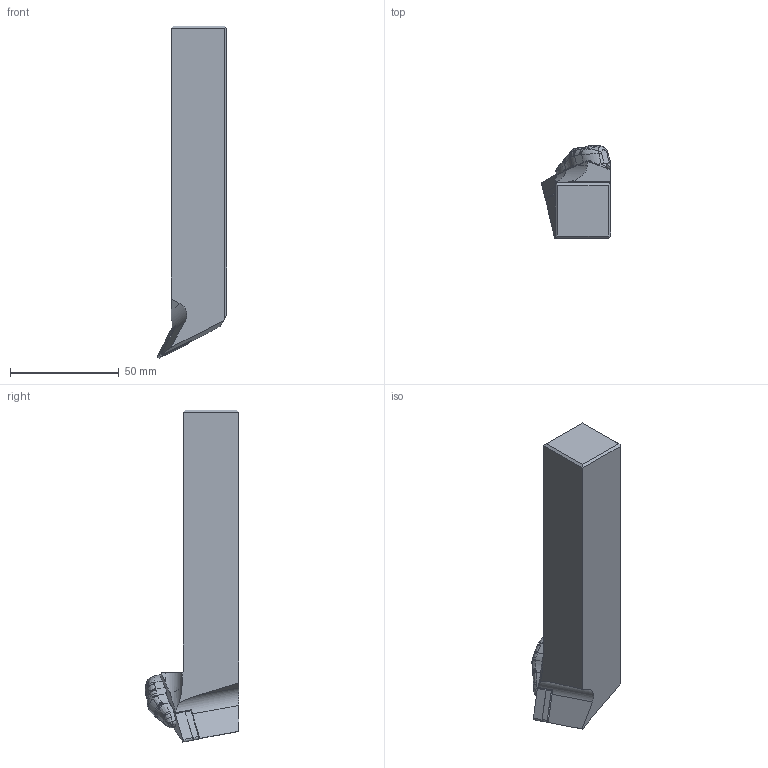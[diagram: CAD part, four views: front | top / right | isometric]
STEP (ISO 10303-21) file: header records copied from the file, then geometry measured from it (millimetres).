
FILE_DESCRIPTION(/* description */ (''),/* implementation_level */ '2;1');
FILE_NAME(/* name */ 'DVPNR-163_IR0_031.stp',/* time_stamp */ '2023-02-09T11:32:03+09:00',/* author */ (''),/* organization */ (''),/* preprocessor_version */ 'ST-DEVELOPER v16',/* originating_system */ 'SIEMENS PLM Software NX 10.0',/* authorisation */ '');
FILE_SCHEMA (('AUTOMOTIVE_DESIGN { 1 0 10303 214 3 1 1 1 }'));
Length unit declared in the file: millimetre
Products named in the file (1): DVPNR-163_IR0_031_ASM
Bounding box: 31.77 x 42.88 x 152.4 mm (x, y, z)
Volume: 95351.4 mm3; surface area: 19359.9 mm2
Topology: 2 solids, 3 shells, 295 faces, 873 edges, 587 vertices
Faces by surface type: cylinder 104, plane 83, bspline 62, torus 22, cone 18, sphere 6
Entity records: 16126 total; most frequent: CARTESIAN_POINT 6650, ORIENTED_EDGE 1702, DIRECTION 1391, EDGE_CURVE 851, VERTEX_POINT 566, AXIS2_PLACEMENT_3D 551, EDGE_LOOP 309, PRESENTATION_STYLE_ASSIGNMENT 305
